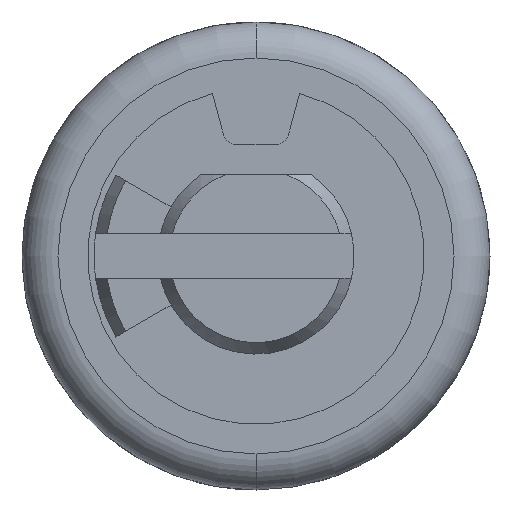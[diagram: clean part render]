
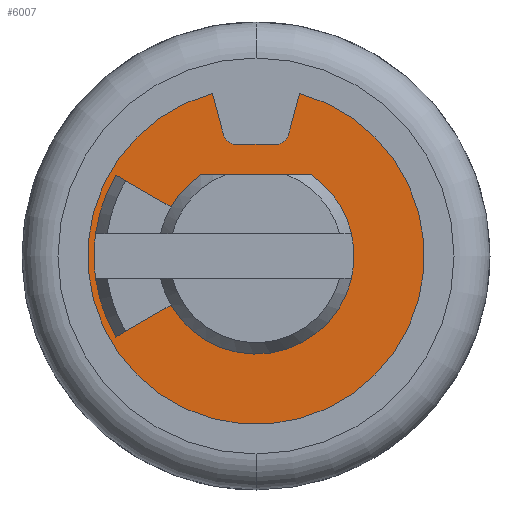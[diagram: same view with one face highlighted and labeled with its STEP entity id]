
A CAD part, front view. The second image highlights one B-rep face of the part: STEP entity #6007.
In plain terms, the highlighted planar face has unit normal (0, -1, 0).
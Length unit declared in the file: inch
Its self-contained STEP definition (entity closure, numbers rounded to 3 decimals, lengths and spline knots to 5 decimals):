
#2272=CARTESIAN_POINT('',(0.,-0.067,0.));
#2273=DIRECTION('',(0.,-1.,0.));
#2274=DIRECTION('',(-0.99,0.,0.139));
#2275=AXIS2_PLACEMENT_3D('',#2272,#2273,#2274);
#2280=CARTESIAN_POINT('',(0.,-0.067,0.));
#2281=DIRECTION('',(0.,-1.,0.));
#2282=DIRECTION('',(-0.99,0.,-0.139));
#2283=AXIS2_PLACEMENT_3D('',#2280,#2281,#2282);
#2288=DIRECTION('',(0.866,0.,0.5));
#2289=VECTOR('',#2288,0.0355);
#2290=CARTESIAN_POINT('',(-0.07794,-0.067,-0.045));
#2291=LINE('',#2290,#2289);
#2295=CARTESIAN_POINT('',(0.,-0.067,0.));
#2296=DIRECTION('',(0.,-1.,0.));
#2297=DIRECTION('',(-0.866,0.,-0.5));
#2298=AXIS2_PLACEMENT_3D('',#2295,#2296,#2297);
#2303=CARTESIAN_POINT('',(0.,-0.067,0.));
#2304=DIRECTION('',(0.,-1.,0.));
#2305=DIRECTION('',(0.973,0.,-0.229));
#2306=AXIS2_PLACEMENT_3D('',#2303,#2304,#2305);
#2311=CARTESIAN_POINT('',(0.,-0.067,0.));
#2312=DIRECTION('',(0.,-1.,0.));
#2313=DIRECTION('',(0.973,0.,0.229));
#2314=AXIS2_PLACEMENT_3D('',#2311,#2312,#2313);
#2319=DIRECTION('',(-1.,0.,0.));
#2320=VECTOR('',#2319,0.06149);
#2321=CARTESIAN_POINT('',(0.03074,-0.067,0.045));
#2322=LINE('',#2321,#2320);
#2326=CARTESIAN_POINT('',(0.,-0.067,0.));
#2327=DIRECTION('',(0.,-1.,0.));
#2328=DIRECTION('',(-0.564,0.,0.826));
#2329=AXIS2_PLACEMENT_3D('',#2326,#2327,#2328);
#2334=DIRECTION('',(-0.866,0.,0.5));
#2335=VECTOR('',#2334,0.0355);
#2336=CARTESIAN_POINT('',(-0.0472,-0.067,0.02725));
#2337=LINE('',#2336,#2335);
#2341=CARTESIAN_POINT('',(0.,-0.067,0.));
#2342=DIRECTION('',(0.,-1.,0.));
#2343=DIRECTION('',(-0.866,0.,0.5));
#2344=AXIS2_PLACEMENT_3D('',#2341,#2342,#2343);
#2349=DIRECTION('',(1.,0.,0.));
#2350=VECTOR('',#2349,0.02248);
#2351=CARTESIAN_POINT('',(-0.01124,-0.067,0.062));
#2352=LINE('',#2351,#2350);
#2356=CARTESIAN_POINT('',(0.01124,-0.067,0.069));
#2357=DIRECTION('',(0.,1.,0.));
#2358=DIRECTION('',(0.966,0.,-0.259));
#2359=AXIS2_PLACEMENT_3D('',#2356,#2357,#2358);
#2364=DIRECTION('',(0.259,0.,0.966));
#2365=VECTOR('',#2364,0.02394);
#2366=CARTESIAN_POINT('',(0.018,-0.067,0.06719));
#2367=LINE('',#2366,#2365);
#2371=CARTESIAN_POINT('',(0.,-0.067,0.));
#2372=DIRECTION('',(0.,1.,0.));
#2373=DIRECTION('',(0.259,0.,0.966));
#2374=AXIS2_PLACEMENT_3D('',#2371,#2372,#2373);
#2379=DIRECTION('',(0.259,0.,-0.966));
#2380=VECTOR('',#2379,0.02394);
#2381=CARTESIAN_POINT('',(-0.0242,-0.067,0.09031));
#2382=LINE('',#2381,#2380);
#2386=CARTESIAN_POINT('',(-0.01124,-0.067,0.069));
#2387=DIRECTION('',(0.,1.,0.));
#2388=DIRECTION('',(0.,0.,-1.));
#2389=AXIS2_PLACEMENT_3D('',#2386,#2387,#2388);
#3963=CARTESIAN_POINT('',(0.03074,-0.067,0.045));
#3964=CARTESIAN_POINT('',(-0.03074,-0.067,0.045));
#3965=VERTEX_POINT('',#3963);
#3966=VERTEX_POINT('',#3964);
#3967=CARTESIAN_POINT('',(-0.0472,-0.067,0.02725));
#3968=CARTESIAN_POINT('',(-0.07794,-0.067,0.045));
#3969=VERTEX_POINT('',#3967);
#3970=VERTEX_POINT('',#3968);
#3971=CARTESIAN_POINT('',(-0.07794,-0.067,-0.045));
#3972=CARTESIAN_POINT('',(-0.0472,-0.067,-0.02725));
#3973=VERTEX_POINT('',#3971);
#3974=VERTEX_POINT('',#3972);
#3987=CARTESIAN_POINT('',(-0.08913,-0.067,0.0125));
#3988=CARTESIAN_POINT('',(-0.08913,-0.067,-0.0125));
#3989=VERTEX_POINT('',#3987);
#3990=VERTEX_POINT('',#3988);
#3991=CARTESIAN_POINT('',(0.05305,-0.067,-0.0125));
#3992=CARTESIAN_POINT('',(0.05305,-0.067,0.0125));
#3993=VERTEX_POINT('',#3991);
#3994=VERTEX_POINT('',#3992);
#4245=CARTESIAN_POINT('',(-0.01124,-0.067,0.062));
#4246=CARTESIAN_POINT('',(0.01124,-0.067,0.062));
#4247=VERTEX_POINT('',#4245);
#4248=VERTEX_POINT('',#4246);
#4249=CARTESIAN_POINT('',(0.018,-0.067,0.06719));
#4250=CARTESIAN_POINT('',(0.0242,-0.067,0.09031));
#4251=VERTEX_POINT('',#4249);
#4252=VERTEX_POINT('',#4250);
#4253=CARTESIAN_POINT('',(-0.0242,-0.067,0.09031));
#4254=VERTEX_POINT('',#4253);
#4255=CARTESIAN_POINT('',(-0.018,-0.067,0.06719));
#4256=VERTEX_POINT('',#4255);
#5967=CARTESIAN_POINT('',(0.,-0.067,0.));
#5968=DIRECTION('',(0.,1.,0.));
#5969=DIRECTION('',(1.,0.,0.));
#5970=AXIS2_PLACEMENT_3D('',#5967,#5968,#5969);
#5971=PLANE('',#5970);
#5973=ORIENTED_EDGE('',*,*,#5972,.T.);
#5974=ORIENTED_EDGE('',*,*,#5957,.F.);
#5976=ORIENTED_EDGE('',*,*,#5975,.T.);
#5978=ORIENTED_EDGE('',*,*,#5977,.T.);
#5980=ORIENTED_EDGE('',*,*,#5979,.T.);
#5982=ORIENTED_EDGE('',*,*,#5981,.F.);
#5983=EDGE_LOOP('',(#5973,#5974,#5976,#5978,#5980,#5982));
#5984=FACE_OUTER_BOUND('',#5983,.F.);
#5986=ORIENTED_EDGE('',*,*,#5985,.T.);
#5988=ORIENTED_EDGE('',*,*,#5987,.T.);
#5990=ORIENTED_EDGE('',*,*,#5989,.T.);
#5992=ORIENTED_EDGE('',*,*,#5991,.T.);
#5994=ORIENTED_EDGE('',*,*,#5993,.T.);
#5996=ORIENTED_EDGE('',*,*,#5995,.T.);
#5998=ORIENTED_EDGE('',*,*,#5997,.T.);
#6000=ORIENTED_EDGE('',*,*,#5999,.T.);
#6002=ORIENTED_EDGE('',*,*,#6001,.T.);
#6004=ORIENTED_EDGE('',*,*,#6003,.T.);
#6005=EDGE_LOOP('',(#5986,#5988,#5990,#5992,#5994,#5996,#5998,#6000,#6002,
#6004));
#6006=FACE_BOUND('',#6005,.F.);
#2276=CIRCLE('',#2275,0.09);
#2284=CIRCLE('',#2283,0.09);
#2299=CIRCLE('',#2298,0.0545);
#2307=CIRCLE('',#2306,0.0545);
#2315=CIRCLE('',#2314,0.0545);
#2330=CIRCLE('',#2329,0.0545);
#2345=CIRCLE('',#2344,0.09);
#2360=CIRCLE('',#2359,0.007);
#2375=CIRCLE('',#2374,0.0935);
#2390=CIRCLE('',#2389,0.007);
#5957=EDGE_CURVE('',#4251,#4248,#2360,.T.);
#5972=EDGE_CURVE('',#4247,#4248,#2352,.T.);
#5975=EDGE_CURVE('',#4251,#4252,#2367,.T.);
#5977=EDGE_CURVE('',#4252,#4254,#2375,.T.);
#5979=EDGE_CURVE('',#4254,#4256,#2382,.T.);
#5981=EDGE_CURVE('',#4247,#4256,#2390,.T.);
#5985=EDGE_CURVE('',#3989,#3990,#2276,.T.);
#5987=EDGE_CURVE('',#3990,#3973,#2284,.T.);
#5989=EDGE_CURVE('',#3973,#3974,#2291,.T.);
#5991=EDGE_CURVE('',#3974,#3993,#2299,.T.);
#5993=EDGE_CURVE('',#3993,#3994,#2307,.T.);
#5995=EDGE_CURVE('',#3994,#3965,#2315,.T.);
#5997=EDGE_CURVE('',#3965,#3966,#2322,.T.);
#5999=EDGE_CURVE('',#3966,#3969,#2330,.T.);
#6001=EDGE_CURVE('',#3969,#3970,#2337,.T.);
#6003=EDGE_CURVE('',#3970,#3989,#2345,.T.);
#6007=ADVANCED_FACE('',(#5984,#6006),#5971,.F.);
